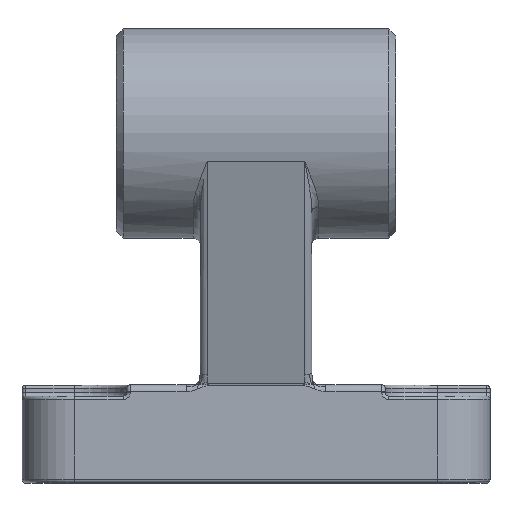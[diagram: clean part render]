
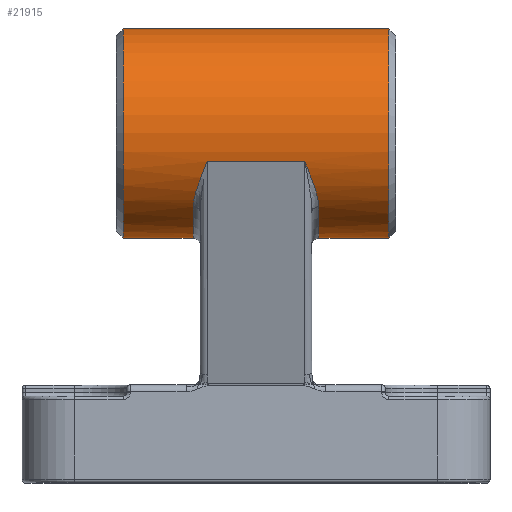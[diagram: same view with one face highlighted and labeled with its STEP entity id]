
A CAD part, top view. The second image highlights one B-rep face of the part: STEP entity #21915.
In plain terms, the highlighted cylindrical face has radius 15 mm (diameter 30 mm), a full revolution.
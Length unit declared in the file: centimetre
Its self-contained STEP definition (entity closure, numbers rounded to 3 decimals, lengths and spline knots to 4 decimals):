
#145=CYLINDRICAL_SURFACE($,#22572,1.5);
#415=CIRCLE($,#22571,1.5);
#416=CIRCLE($,#22573,1.5);
#417=CIRCLE($,#22574,1.5);
#418=CIRCLE($,#22575,1.5);
#730=FACE_BOUND($,#3334,.T.);
#731=FACE_BOUND($,#3335,.T.);
#2025=FACE_OUTER_BOUND($,#3333,.T.);
#3333=EDGE_LOOP($,(#18981));
#3334=EDGE_LOOP($,(#18982,#18983,#18984,#18985,#18986,#18987,#18988,#18989));
#3335=EDGE_LOOP($,(#18990));
#4815=LINE($,#45268,#6211);
#4816=LINE($,#45289,#6212);
#6211=VECTOR($,#25058,1.4);
#6212=VECTOR($,#25061,1.4);
#7921=B_SPLINE_CURVE_WITH_KNOTS($,3,(#45244,#45245,#45246,#45247,#45248,
#45249,#45250,#45251,#45252,#45253,#45254,#45255),.UNSPECIFIED.,.F.,.F.,
(4,1,1,1,1,1,1,2,4),(0.,0.1666,0.3332,0.4999,
0.5832,0.6665,0.7498,0.8331,
0.8345),.UNSPECIFIED.);
#7922=B_SPLINE_CURVE_WITH_KNOTS($,3,(#45259,#45260,#45261,#45262,#45263,
#45264,#45265,#45266),.UNSPECIFIED.,.F.,.F.,(4,2,1,1,4),(-0.0014,
0.,0.3332,0.4999,0.8331),.UNSPECIFIED.);
#7923=B_SPLINE_CURVE_WITH_KNOTS($,3,(#45270,#45271,#45272,#45273,#45274,
#45275,#45276,#45277),.UNSPECIFIED.,.F.,.F.,(4,1,1,2,4),(0.,0.3332,
0.4999,0.8331,0.8345),.UNSPECIFIED.);
#7924=B_SPLINE_CURVE_WITH_KNOTS($,3,(#45281,#45282,#45283,#45284,#45285,
#45286,#45287,#45288),.UNSPECIFIED.,.F.,.F.,(4,2,1,1,4),(-0.0014,
0.,0.3332,0.4999,0.8331),.UNSPECIFIED.);
#9798=VERTEX_POINT($,#45237);
#9799=VERTEX_POINT($,#45240);
#9800=VERTEX_POINT($,#45242);
#9801=VERTEX_POINT($,#45243);
#9802=VERTEX_POINT($,#45256);
#9803=VERTEX_POINT($,#45258);
#9804=VERTEX_POINT($,#45267);
#9805=VERTEX_POINT($,#45269);
#9806=VERTEX_POINT($,#45278);
#9807=VERTEX_POINT($,#45280);
#12896=EDGE_CURVE($,#9798,#9798,#415,.T.);
#12897=EDGE_CURVE($,#9799,#9799,#416,.T.);
#12898=EDGE_CURVE($,#9800,#9801,#7921,.T.);
#12899=EDGE_CURVE($,#9802,#9800,#417,.T.);
#12900=EDGE_CURVE($,#9803,#9802,#7922,.T.);
#12901=EDGE_CURVE($,#9804,#9803,#4815,.T.);
#12902=EDGE_CURVE($,#9805,#9804,#7923,.T.);
#12903=EDGE_CURVE($,#9806,#9805,#418,.T.);
#12904=EDGE_CURVE($,#9807,#9806,#7924,.T.);
#12905=EDGE_CURVE($,#9807,#9801,#4816,.T.);
#18981=ORIENTED_EDGE($,*,*,#12897,.F.);
#18982=ORIENTED_EDGE($,*,*,#12898,.F.);
#18983=ORIENTED_EDGE($,*,*,#12899,.F.);
#18984=ORIENTED_EDGE($,*,*,#12900,.F.);
#18985=ORIENTED_EDGE($,*,*,#12901,.F.);
#18986=ORIENTED_EDGE($,*,*,#12902,.F.);
#18987=ORIENTED_EDGE($,*,*,#12903,.F.);
#18988=ORIENTED_EDGE($,*,*,#12904,.F.);
#18989=ORIENTED_EDGE($,*,*,#12905,.T.);
#18990=ORIENTED_EDGE($,*,*,#12896,.F.);
#21915=ADVANCED_FACE($,(#2025,#730,#731),#145,.T.);
#22571=AXIS2_PLACEMENT_3D($,#45238,#25050,#25051);
#22572=AXIS2_PLACEMENT_3D($,#45239,#25052,#25053);
#22573=AXIS2_PLACEMENT_3D($,#45241,#25054,#25055);
#22574=AXIS2_PLACEMENT_3D($,#45257,#25056,#25057);
#22575=AXIS2_PLACEMENT_3D($,#45279,#25059,#25060);
#25050=DIRECTION('center_axis',(-1.,0.,0.));
#25051=DIRECTION('ref_axis',(0.,-1.,0.));
#25052=DIRECTION('center_axis',(1.,0.,0.));
#25053=DIRECTION('ref_axis',(0.,-1.,0.));
#25054=DIRECTION('center_axis',(1.,0.,0.));
#25055=DIRECTION('ref_axis',(0.,-1.,0.));
#25056=DIRECTION('center_axis',(-1.,0.,0.));
#25057=DIRECTION('ref_axis',(0.,-0.901,-0.434));
#25058=DIRECTION($,(1.,0.,0.));
#25059=DIRECTION('center_axis',(1.,0.,0.));
#25060=DIRECTION('ref_axis',(0.,-0.901,-0.434));
#25061=DIRECTION($,(1.,0.,0.));
#45237=CARTESIAN_POINT('',(-1.9,6.5,1.95));
#45238=CARTESIAN_POINT('Origin',(-1.9,5.,1.95));
#45239=CARTESIAN_POINT('Origin',(0.,5.,1.95));
#45240=CARTESIAN_POINT('',(1.9,6.5,1.95));
#45241=CARTESIAN_POINT('Origin',(1.9,5.,1.95));
#45242=CARTESIAN_POINT('',(0.9,3.9469,3.0182));
#45243=CARTESIAN_POINT('',(0.7,4.5957,3.3945));
#45244=CARTESIAN_POINT('Ctrl Pts',(0.9,3.9469,3.0182));
#45245=CARTESIAN_POINT('Ctrl Pts',(0.9,3.984,3.0547));
#45246=CARTESIAN_POINT('Ctrl Pts',(0.8894,4.0622,3.1241));
#45247=CARTESIAN_POINT('Ctrl Pts',(0.8549,4.1866,3.2134));
#45248=CARTESIAN_POINT('Ctrl Pts',(0.8164,4.2961,3.2762));
#45249=CARTESIAN_POINT('Ctrl Pts',(0.7823,4.3861,3.3193));
#45250=CARTESIAN_POINT('Ctrl Pts',(0.7557,4.4545,3.3479));
#45251=CARTESIAN_POINT('Ctrl Pts',(0.7283,4.5238,3.3731));
#45252=CARTESIAN_POINT('Ctrl Pts',(0.7097,4.5708,3.3875));
#45253=CARTESIAN_POINT('Ctrl Pts',(0.7003,4.5949,3.3943));
#45254=CARTESIAN_POINT('Ctrl Pts',(0.7002,4.5953,3.3944));
#45255=CARTESIAN_POINT('Ctrl Pts',(0.7,4.5957,3.3945));
#45256=CARTESIAN_POINT('',(0.9,5.1797,0.4608));
#45257=CARTESIAN_POINT('Origin',(0.9,5.,1.95));
#45258=CARTESIAN_POINT('',(0.7,5.8782,0.7339));
#45259=CARTESIAN_POINT('Ctrl Pts',(0.7,5.8782,0.7339));
#45260=CARTESIAN_POINT('Ctrl Pts',(0.7002,5.8778,0.7337));
#45261=CARTESIAN_POINT('Ctrl Pts',(0.7003,5.8775,0.7334));
#45262=CARTESIAN_POINT('Ctrl Pts',(0.7375,5.7975,0.6758));
#45263=CARTESIAN_POINT('Ctrl Pts',(0.7937,5.6692,0.6011));
#45264=CARTESIAN_POINT('Ctrl Pts',(0.8701,5.4348,0.5081));
#45265=CARTESIAN_POINT('Ctrl Pts',(0.9,5.2831,0.4733));
#45266=CARTESIAN_POINT('Ctrl Pts',(0.9,5.1797,0.4608));
#45267=CARTESIAN_POINT('',(-0.7,5.8782,0.7339));
#45268=CARTESIAN_POINT($,(-0.7,5.8782,0.7339));
#45269=CARTESIAN_POINT('',(-0.9,5.1797,0.4608));
#45270=CARTESIAN_POINT('Ctrl Pts',(-0.9,5.1797,
0.4608));
#45271=CARTESIAN_POINT('Ctrl Pts',(-0.9,5.2831,
0.4733));
#45272=CARTESIAN_POINT('Ctrl Pts',(-0.8701,5.4348,0.5081));
#45273=CARTESIAN_POINT('Ctrl Pts',(-0.7937,5.6692,
0.6011));
#45274=CARTESIAN_POINT('Ctrl Pts',(-0.7375,5.7975,0.6758));
#45275=CARTESIAN_POINT('Ctrl Pts',(-0.7003,5.8775,
0.7334));
#45276=CARTESIAN_POINT('Ctrl Pts',(-0.7002,5.8778,
0.7337));
#45277=CARTESIAN_POINT('Ctrl Pts',(-0.7,5.8782,
0.7339));
#45278=CARTESIAN_POINT('',(-0.9,3.9469,3.0182));
#45279=CARTESIAN_POINT('Origin',(-0.9,5.,1.95));
#45280=CARTESIAN_POINT('',(-0.7,4.5957,3.3945));
#45281=CARTESIAN_POINT('Ctrl Pts',(-0.7,4.5957,3.3945));
#45282=CARTESIAN_POINT('Ctrl Pts',(-0.7002,4.5953,
3.3944));
#45283=CARTESIAN_POINT('Ctrl Pts',(-0.7003,4.5949,
3.3943));
#45284=CARTESIAN_POINT('Ctrl Pts',(-0.7375,4.4999,
3.3676));
#45285=CARTESIAN_POINT('Ctrl Pts',(-0.7936,4.3617,
3.3138));
#45286=CARTESIAN_POINT('Ctrl Pts',(-0.8702,4.1428,
3.1883));
#45287=CARTESIAN_POINT('Ctrl Pts',(-0.9,4.0211,
3.0913));
#45288=CARTESIAN_POINT('Ctrl Pts',(-0.9,3.9469,
3.0182));
#45289=CARTESIAN_POINT($,(-0.7,4.5957,3.3945));
